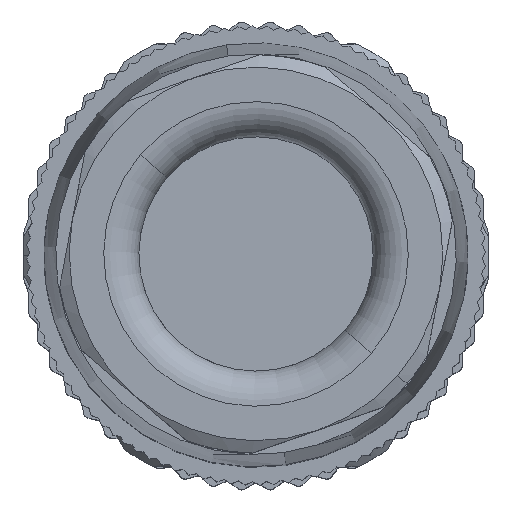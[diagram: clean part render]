
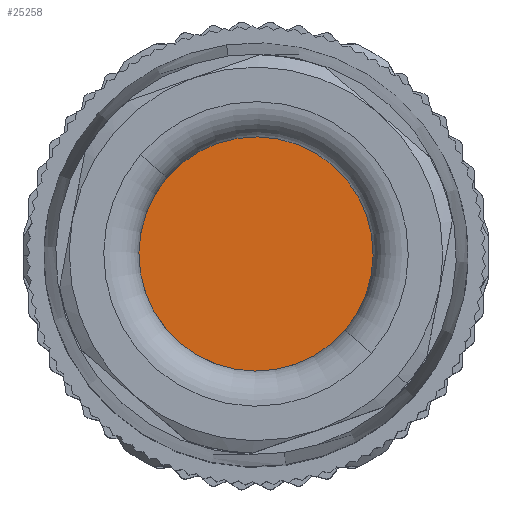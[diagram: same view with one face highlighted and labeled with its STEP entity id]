
A CAD part, top view. The second image highlights one B-rep face of the part: STEP entity #25258.
In plain terms, the highlighted planar face has unit normal (0, 0, 1).
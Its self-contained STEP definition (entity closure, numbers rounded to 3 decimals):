
#10426=CARTESIAN_POINT('',(0.,0.,30.393));
#10427=DIRECTION('',(0.,0.,1.));
#10428=DIRECTION('',(0.759,-0.652,0.));
#10429=AXIS2_PLACEMENT_3D('',#10426,#10427,#10428);
#10431=CARTESIAN_POINT('',(0.,0.,30.393));
#10432=DIRECTION('',(0.,0.,1.));
#10433=DIRECTION('',(-1.,0.,0.));
#10434=AXIS2_PLACEMENT_3D('',#10431,#10432,#10433);
#10436=CARTESIAN_POINT('',(0.,0.,30.393));
#10437=DIRECTION('',(0.,0.,1.));
#10438=DIRECTION('',(-0.759,0.652,0.));
#10439=AXIS2_PLACEMENT_3D('',#10436,#10437,#10438);
#12870=CARTESIAN_POINT('',(-3.793,3.258,
30.393));
#12871=VERTEX_POINT('',#12870);
#12903=CARTESIAN_POINT('',(-5.,0.,30.393));
#12904=VERTEX_POINT('',#12903);
#12905=CARTESIAN_POINT('',(3.793,-3.258,
30.393));
#12906=VERTEX_POINT('',#12905);
#25248=CARTESIAN_POINT('',(0.,0.,30.393));
#25249=DIRECTION('',(0.,0.,1.));
#25250=DIRECTION('',(1.,0.,0.));
#25251=AXIS2_PLACEMENT_3D('',#25248,#25249,#25250);
#25252=PLANE('',#25251);
#25253=ORIENTED_EDGE('',*,*,#25242,.F.);
#25254=ORIENTED_EDGE('',*,*,#25227,.F.);
#25255=ORIENTED_EDGE('',*,*,#25225,.F.);
#25256=EDGE_LOOP('',(#25253,#25254,#25255));
#25257=FACE_OUTER_BOUND('',#25256,.F.);
#25258=ADVANCED_FACE('',(#25257),#25252,.T.);
#10430=CIRCLE('',#10429,5.);
#10435=CIRCLE('',#10434,5.);
#10440=CIRCLE('',#10439,5.);
#25225=EDGE_CURVE('',#12871,#12904,#10440,.T.);
#25227=EDGE_CURVE('',#12904,#12906,#10435,.T.);
#25242=EDGE_CURVE('',#12906,#12871,#10430,.T.);
